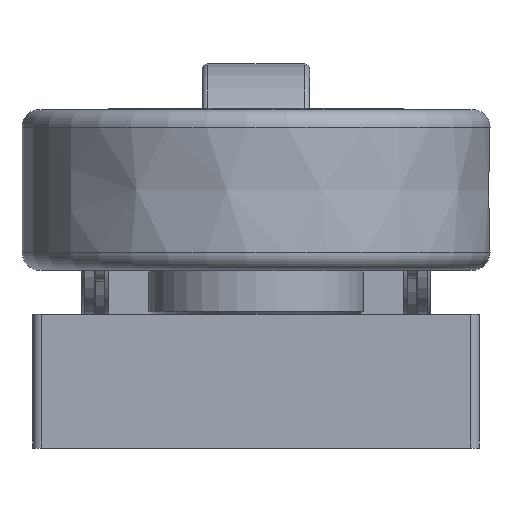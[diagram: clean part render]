
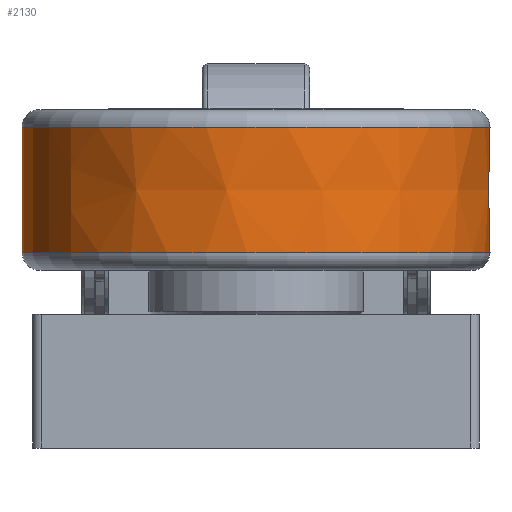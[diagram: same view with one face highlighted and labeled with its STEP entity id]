
A CAD part, left-side view. The second image highlights one B-rep face of the part: STEP entity #2130.
In plain terms, the highlighted free-form (B-spline) face has degree [2, 2] with [3, 9] control points.
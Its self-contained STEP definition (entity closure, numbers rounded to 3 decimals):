
#13=(
BOUNDED_SURFACE()
B_SPLINE_SURFACE(2,2,((#3451,#3452,#3453,#3454,#3455,#3456,#3457,#3458,
#3459),(#3460,#3461,#3462,#3463,#3464,#3465,#3466,#3467,#3468),(#3469,#3470,
#3471,#3472,#3473,#3474,#3475,#3476,#3477)),.UNSPECIFIED.,.F.,.T.,.F.)
B_SPLINE_SURFACE_WITH_KNOTS((3,3),(3,2,2,2,3),(-0.009,0.009),
(-3.142,-1.571,0.,1.571,3.142),
 .UNSPECIFIED.)
GEOMETRIC_REPRESENTATION_ITEM()
RATIONAL_B_SPLINE_SURFACE(((1.,0.707,1.,0.707,1.,
0.707,1.,0.707,1.),(1.,0.707,
1.,0.707,1.,0.707,
1.,0.707,1.),(1.,0.707,
1.,0.707,1.,0.707,1.,0.707,1.)))
REPRESENTATION_ITEM('')
SURFACE()
);
#151=FACE_OUTER_BOUND('',#279,.T.);
#279=EDGE_LOOP('',(#1650,#1651,#1652,#1653,#1654,#1655));
#383=CIRCLE('',#2331,26.217);
#385=CIRCLE('',#2333,26.217);
#386=CIRCLE('',#2334,26.217);
#387=CIRCLE('',#2335,26.217);
#388=CIRCLE('',#2336,750.);
#920=VERTEX_POINT('',#3446);
#921=VERTEX_POINT('',#3447);
#922=VERTEX_POINT('',#3478);
#923=VERTEX_POINT('',#3479);
#1177=EDGE_CURVE('',#920,#921,#383,.T.);
#1179=EDGE_CURVE('',#921,#920,#385,.T.);
#1180=EDGE_CURVE('',#922,#923,#386,.T.);
#1181=EDGE_CURVE('',#923,#922,#387,.T.);
#1182=EDGE_CURVE('',#923,#921,#388,.T.);
#1650=ORIENTED_EDGE('',*,*,#1180,.F.);
#1651=ORIENTED_EDGE('',*,*,#1181,.F.);
#1652=ORIENTED_EDGE('',*,*,#1182,.T.);
#1653=ORIENTED_EDGE('',*,*,#1177,.F.);
#1654=ORIENTED_EDGE('',*,*,#1179,.F.);
#1655=ORIENTED_EDGE('',*,*,#1182,.F.);
#2130=ADVANCED_FACE('',(#151),#13,.F.);
#2331=AXIS2_PLACEMENT_3D('',#3448,#2814,#2815);
#2333=AXIS2_PLACEMENT_3D('',#3450,#2818,#2819);
#2334=AXIS2_PLACEMENT_3D('',#3480,#2820,#2821);
#2335=AXIS2_PLACEMENT_3D('',#3481,#2822,#2823);
#2336=AXIS2_PLACEMENT_3D('',#3482,#2824,#2825);
#2814=DIRECTION('center_axis',(0.,0.,
-1.));
#2815=DIRECTION('ref_axis',(-0.791,-0.612,0.));
#2818=DIRECTION('center_axis',(0.,0.,
-1.));
#2819=DIRECTION('ref_axis',(-0.791,-0.612,0.));
#2820=DIRECTION('center_axis',(0.,0.,
1.));
#2821=DIRECTION('ref_axis',(-0.791,-0.612,0.));
#2822=DIRECTION('center_axis',(0.,0.,
1.));
#2823=DIRECTION('ref_axis',(-0.791,-0.612,0.));
#2824=DIRECTION('center_axis',(-0.791,-0.612,0.));
#2825=DIRECTION('ref_axis',(-0.612,0.791,0.));
#3446=CARTESIAN_POINT('',(50.727,41.054,21.881));
#3447=CARTESIAN_POINT('',(13.946,45.727,21.881));
#3448=CARTESIAN_POINT('Origin',(30.,25.,21.881));
#3450=CARTESIAN_POINT('Origin',(30.,25.,21.881));
#3451=CARTESIAN_POINT('Ctrl Pts',(13.946,45.727,21.881));
#3452=CARTESIAN_POINT('Ctrl Pts',(-6.781,29.674,21.881));
#3453=CARTESIAN_POINT('Ctrl Pts',(9.273,8.946,21.881));
#3454=CARTESIAN_POINT('Ctrl Pts',(25.326,-11.781,21.881));
#3455=CARTESIAN_POINT('Ctrl Pts',(46.054,4.273,21.881));
#3456=CARTESIAN_POINT('Ctrl Pts',(66.781,20.326,21.881));
#3457=CARTESIAN_POINT('Ctrl Pts',(50.727,41.054,21.881));
#3458=CARTESIAN_POINT('Ctrl Pts',(34.674,61.781,21.881));
#3459=CARTESIAN_POINT('Ctrl Pts',(13.946,45.727,21.881));
#3460=CARTESIAN_POINT('Ctrl Pts',(13.906,45.779,28.9));
#3461=CARTESIAN_POINT('Ctrl Pts',(-6.873,29.686,28.9));
#3462=CARTESIAN_POINT('Ctrl Pts',(9.221,8.906,28.9));
#3463=CARTESIAN_POINT('Ctrl Pts',(25.314,-11.873,28.9));
#3464=CARTESIAN_POINT('Ctrl Pts',(46.094,4.221,28.9));
#3465=CARTESIAN_POINT('Ctrl Pts',(66.873,20.314,28.9));
#3466=CARTESIAN_POINT('Ctrl Pts',(50.779,41.094,28.9));
#3467=CARTESIAN_POINT('Ctrl Pts',(34.686,61.873,28.9));
#3468=CARTESIAN_POINT('Ctrl Pts',(13.906,45.779,28.9));
#3469=CARTESIAN_POINT('Ctrl Pts',(13.946,45.727,35.919));
#3470=CARTESIAN_POINT('Ctrl Pts',(-6.781,29.674,35.919));
#3471=CARTESIAN_POINT('Ctrl Pts',(9.273,8.946,35.919));
#3472=CARTESIAN_POINT('Ctrl Pts',(25.326,-11.781,35.919));
#3473=CARTESIAN_POINT('Ctrl Pts',(46.054,4.273,35.919));
#3474=CARTESIAN_POINT('Ctrl Pts',(66.781,20.326,35.919));
#3475=CARTESIAN_POINT('Ctrl Pts',(50.727,41.054,35.919));
#3476=CARTESIAN_POINT('Ctrl Pts',(34.674,61.781,35.919));
#3477=CARTESIAN_POINT('Ctrl Pts',(13.946,45.727,35.919));
#3478=CARTESIAN_POINT('',(50.727,41.054,35.919));
#3479=CARTESIAN_POINT('',(13.946,45.727,35.919));
#3480=CARTESIAN_POINT('Origin',(30.,25.,35.919));
#3481=CARTESIAN_POINT('Origin',(30.,25.,35.919));
#3482=CARTESIAN_POINT('Origin',(473.173,-547.199,28.9));
